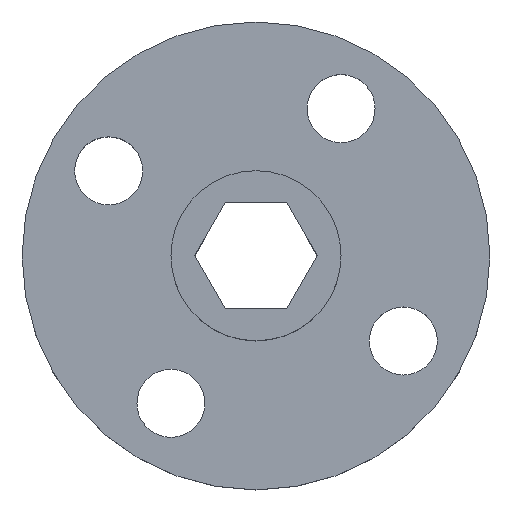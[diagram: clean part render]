
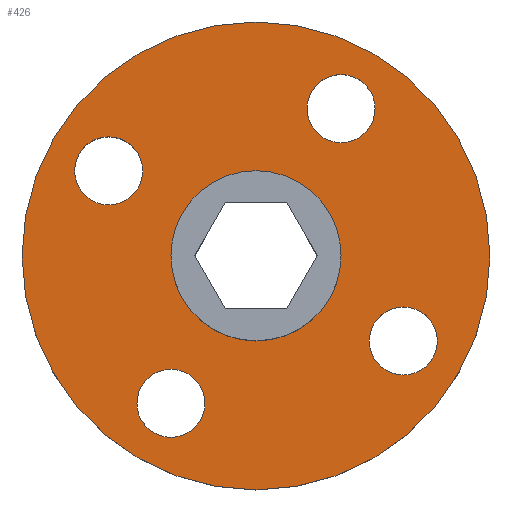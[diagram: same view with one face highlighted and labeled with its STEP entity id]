
A CAD part, top view. The second image highlights one B-rep face of the part: STEP entity #426.
In plain terms, the highlighted planar face has unit normal (0, 0, 1).
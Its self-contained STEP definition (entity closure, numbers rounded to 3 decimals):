
#2 = CARTESIAN_POINT ( 'NONE',  ( 5.6, 6.928, 3. ) ) ;
#10 = ORIENTED_EDGE ( 'NONE', *, *, #483, .F. ) ;
#12 = DIRECTION ( 'NONE',  ( 1., 0., 0. ) ) ;
#20 = CIRCLE ( 'NONE', #339, 4. ) ;
#26 = AXIS2_PLACEMENT_3D ( 'NONE', #161, #676, #249 ) ;
#28 = CARTESIAN_POINT ( 'NONE',  ( -5.328, 4., 3. ) ) ;
#39 = DIRECTION ( 'NONE',  ( 0., 0., 1. ) ) ;
#44 = DIRECTION ( 'NONE',  ( 0., 0., 1. ) ) ;
#62 = EDGE_CURVE ( 'NONE', #372, #684, #474, .T. ) ;
#67 = DIRECTION ( 'NONE',  ( 0., 0., 1. ) ) ;
#69 = VERTEX_POINT ( 'NONE', #491 ) ;
#70 = VERTEX_POINT ( 'NONE', #726 ) ;
#73 = EDGE_CURVE ( 'NONE', #89, #116, #144, .T. ) ;
#85 = EDGE_LOOP ( 'NONE', ( #175, #299 ) ) ;
#88 = DIRECTION ( 'NONE',  ( 0., 0., 1. ) ) ;
#89 = VERTEX_POINT ( 'NONE', #323 ) ;
#92 = CIRCLE ( 'NONE', #177, 1.6 ) ;
#104 = CARTESIAN_POINT ( 'NONE',  ( 0., 0., 3. ) ) ;
#113 = CARTESIAN_POINT ( 'NONE',  ( 2.4, 6.928, 3. ) ) ;
#115 = EDGE_CURVE ( 'NONE', #69, #359, #626, .T. ) ;
#116 = VERTEX_POINT ( 'NONE', #660 ) ;
#120 = DIRECTION ( 'NONE',  ( 0., 0., 1. ) ) ;
#122 = EDGE_CURVE ( 'NONE', #514, #567, #176, .T. ) ;
#124 = CARTESIAN_POINT ( 'NONE',  ( 0., 0., 3. ) ) ;
#133 = AXIS2_PLACEMENT_3D ( 'NONE', #104, #500, #565 ) ;
#144 = CIRCLE ( 'NONE', #563, 1.6 ) ;
#152 = ORIENTED_EDGE ( 'NONE', *, *, #122, .F. ) ;
#154 = EDGE_CURVE ( 'NONE', #116, #89, #596, .T. ) ;
#161 = CARTESIAN_POINT ( 'NONE',  ( -6.928, 4., 3. ) ) ;
#175 = ORIENTED_EDGE ( 'NONE', *, *, #697, .F. ) ;
#176 = CIRCLE ( 'NONE', #582, 1.6 ) ;
#177 = AXIS2_PLACEMENT_3D ( 'NONE', #208, #606, #375 ) ;
#178 = DIRECTION ( 'NONE',  ( 1., 0., 0. ) ) ;
#197 = ORIENTED_EDGE ( 'NONE', *, *, #238, .F. ) ;
#208 = CARTESIAN_POINT ( 'NONE',  ( 4., 6.928, 3. ) ) ;
#211 = CARTESIAN_POINT ( 'NONE',  ( 8.528, -4., 3. ) ) ;
#212 = CIRCLE ( 'NONE', #704, 1.6 ) ;
#230 = EDGE_CURVE ( 'NONE', #595, #564, #20, .T. ) ;
#233 = EDGE_LOOP ( 'NONE', ( #309, #599 ) ) ;
#237 = FACE_BOUND ( 'NONE', #579, .T. ) ;
#238 = EDGE_CURVE ( 'NONE', #564, #595, #429, .T. ) ;
#249 = DIRECTION ( 'NONE',  ( 1., 0., 0. ) ) ;
#253 = FACE_OUTER_BOUND ( 'NONE', #280, .T. ) ;
#269 = CARTESIAN_POINT ( 'NONE',  ( -8.528, 4., 3. ) ) ;
#271 = DIRECTION ( 'NONE',  ( 0., 1., 0. ) ) ;
#273 = ORIENTED_EDGE ( 'NONE', *, *, #230, .F. ) ;
#280 = EDGE_LOOP ( 'NONE', ( #349, #742 ) ) ;
#291 = DIRECTION ( 'NONE',  ( 1., 0., 0. ) ) ;
#299 = ORIENTED_EDGE ( 'NONE', *, *, #62, .F. ) ;
#309 = ORIENTED_EDGE ( 'NONE', *, *, #313, .F. ) ;
#313 = EDGE_CURVE ( 'NONE', #586, #70, #678, .T. ) ;
#321 = FACE_BOUND ( 'NONE', #722, .T. ) ;
#323 = CARTESIAN_POINT ( 'NONE',  ( -2.4, -6.928, 3. ) ) ;
#330 = DIRECTION ( 'NONE',  ( 0., 0., 1. ) ) ;
#333 = DIRECTION ( 'NONE',  ( -1., 0., 0. ) ) ;
#334 = CARTESIAN_POINT ( 'NONE',  ( -4., -6.928, 3. ) ) ;
#339 = AXIS2_PLACEMENT_3D ( 'NONE', #560, #44, #501 ) ;
#349 = ORIENTED_EDGE ( 'NONE', *, *, #637, .T. ) ;
#350 = CARTESIAN_POINT ( 'NONE',  ( 6.928, -4., 3. ) ) ;
#353 = CIRCLE ( 'NONE', #588, 11. ) ;
#359 = VERTEX_POINT ( 'NONE', #634 ) ;
#369 = AXIS2_PLACEMENT_3D ( 'NONE', #124, #67, #12 ) ;
#372 = VERTEX_POINT ( 'NONE', #113 ) ;
#373 = CARTESIAN_POINT ( 'NONE',  ( 6.928, -4., 3. ) ) ;
#375 = DIRECTION ( 'NONE',  ( 0., -1., 0. ) ) ;
#381 = CIRCLE ( 'NONE', #26, 1.6 ) ;
#392 = PLANE ( 'NONE',  #133 ) ;
#399 = DIRECTION ( 'NONE',  ( 0., 1., 0. ) ) ;
#404 = FACE_BOUND ( 'NONE', #233, .T. ) ;
#426 = ADVANCED_FACE ( 'NONE', ( #467, #404, #691, #237, #321, #253 ), #392, .T. ) ;
#429 = CIRCLE ( 'NONE', #369, 4. ) ;
#444 = CARTESIAN_POINT ( 'NONE',  ( -4., 0., 3. ) ) ;
#445 = DIRECTION ( 'NONE',  ( 0., -1., 0. ) ) ;
#456 = DIRECTION ( 'NONE',  ( 0., 0., 1. ) ) ;
#467 = FACE_BOUND ( 'NONE', #635, .T. ) ;
#474 = CIRCLE ( 'NONE', #495, 1.6 ) ;
#483 = EDGE_CURVE ( 'NONE', #567, #514, #381, .T. ) ;
#491 = CARTESIAN_POINT ( 'NONE',  ( 11., 0., 3. ) ) ;
#494 = CARTESIAN_POINT ( 'NONE',  ( 4., 0., 3. ) ) ;
#495 = AXIS2_PLACEMENT_3D ( 'NONE', #497, #39, #445 ) ;
#497 = CARTESIAN_POINT ( 'NONE',  ( 4., 6.928, 3. ) ) ;
#500 = DIRECTION ( 'NONE',  ( 0., 0., 1. ) ) ;
#501 = DIRECTION ( 'NONE',  ( 1., 0., 0. ) ) ;
#503 = DIRECTION ( 'NONE',  ( -1., 0., 0. ) ) ;
#514 = VERTEX_POINT ( 'NONE', #28 ) ;
#519 = AXIS2_PLACEMENT_3D ( 'NONE', #350, #456, #503 ) ;
#532 = AXIS2_PLACEMENT_3D ( 'NONE', #537, #88, #716 ) ;
#537 = CARTESIAN_POINT ( 'NONE',  ( 0., 0., 3. ) ) ;
#560 = CARTESIAN_POINT ( 'NONE',  ( 0., 0., 3. ) ) ;
#563 = AXIS2_PLACEMENT_3D ( 'NONE', #334, #730, #271 ) ;
#564 = VERTEX_POINT ( 'NONE', #444 ) ;
#565 = DIRECTION ( 'NONE',  ( 1., 0., 0. ) ) ;
#566 = CARTESIAN_POINT ( 'NONE',  ( -4., -6.928, 3. ) ) ;
#567 = VERTEX_POINT ( 'NONE', #269 ) ;
#579 = EDGE_LOOP ( 'NONE', ( #152, #10 ) ) ;
#582 = AXIS2_PLACEMENT_3D ( 'NONE', #746, #680, #291 ) ;
#586 = VERTEX_POINT ( 'NONE', #211 ) ;
#588 = AXIS2_PLACEMENT_3D ( 'NONE', #643, #120, #178 ) ;
#595 = VERTEX_POINT ( 'NONE', #494 ) ;
#596 = CIRCLE ( 'NONE', #718, 1.6 ) ;
#599 = ORIENTED_EDGE ( 'NONE', *, *, #709, .F. ) ;
#606 = DIRECTION ( 'NONE',  ( 0., 0., 1. ) ) ;
#626 = CIRCLE ( 'NONE', #532, 11. ) ;
#634 = CARTESIAN_POINT ( 'NONE',  ( -11., 0., 3. ) ) ;
#635 = EDGE_LOOP ( 'NONE', ( #753, #645 ) ) ;
#637 = EDGE_CURVE ( 'NONE', #359, #69, #353, .T. ) ;
#643 = CARTESIAN_POINT ( 'NONE',  ( 0., 0., 3. ) ) ;
#645 = ORIENTED_EDGE ( 'NONE', *, *, #154, .F. ) ;
#660 = CARTESIAN_POINT ( 'NONE',  ( -5.6, -6.928, 3. ) ) ;
#676 = DIRECTION ( 'NONE',  ( 0., 0., 1. ) ) ;
#678 = CIRCLE ( 'NONE', #519, 1.6 ) ;
#680 = DIRECTION ( 'NONE',  ( 0., 0., 1. ) ) ;
#684 = VERTEX_POINT ( 'NONE', #2 ) ;
#685 = DIRECTION ( 'NONE',  ( 0., 0., 1. ) ) ;
#691 = FACE_BOUND ( 'NONE', #85, .T. ) ;
#697 = EDGE_CURVE ( 'NONE', #684, #372, #92, .T. ) ;
#704 = AXIS2_PLACEMENT_3D ( 'NONE', #373, #330, #333 ) ;
#709 = EDGE_CURVE ( 'NONE', #70, #586, #212, .T. ) ;
#716 = DIRECTION ( 'NONE',  ( 1., 0., 0. ) ) ;
#718 = AXIS2_PLACEMENT_3D ( 'NONE', #566, #685, #399 ) ;
#722 = EDGE_LOOP ( 'NONE', ( #197, #273 ) ) ;
#726 = CARTESIAN_POINT ( 'NONE',  ( 5.328, -4., 3. ) ) ;
#730 = DIRECTION ( 'NONE',  ( 0., 0., 1. ) ) ;
#742 = ORIENTED_EDGE ( 'NONE', *, *, #115, .T. ) ;
#746 = CARTESIAN_POINT ( 'NONE',  ( -6.928, 4., 3. ) ) ;
#753 = ORIENTED_EDGE ( 'NONE', *, *, #73, .F. ) ;
